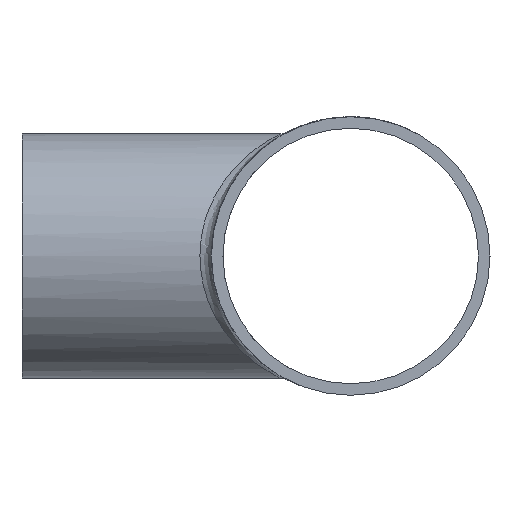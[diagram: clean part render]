
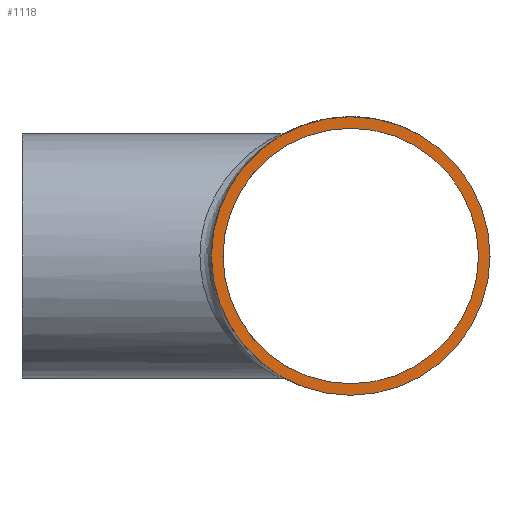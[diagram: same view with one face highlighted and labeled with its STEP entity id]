
A CAD part, left-side view. The second image highlights one B-rep face of the part: STEP entity #1118.
In plain terms, the highlighted planar face has unit normal (-1, 0, 0).
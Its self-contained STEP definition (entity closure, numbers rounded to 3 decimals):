
#538 = EDGE_LOOP ( 'NONE', ( #10917 ) ) ;
#1118 = ADVANCED_FACE ( 'NONE', ( #7175, #1464 ), #8635, .T. ) ;
#1464 = FACE_OUTER_BOUND ( 'NONE', #3823, .T. ) ;
#1547 = DIRECTION ( 'NONE',  ( -1., 0., 0. ) ) ;
#1657 = CARTESIAN_POINT ( 'NONE',  ( -57., 0., 0. ) ) ;
#1817 = DIRECTION ( 'NONE',  ( -1., 0., 0. ) ) ;
#1928 = DIRECTION ( 'NONE',  ( -1., 0., 0. ) ) ;
#2327 = VERTEX_POINT ( 'NONE', #14048 ) ;
#3823 = EDGE_LOOP ( 'NONE', ( #5865 ) ) ;
#3869 = CARTESIAN_POINT ( 'NONE',  ( -57., 0., 0. ) ) ;
#4068 = CIRCLE ( 'NONE', #12943, 22.15 ) ;
#4186 = AXIS2_PLACEMENT_3D ( 'NONE', #3869, #1817, #5278 ) ;
#5278 = DIRECTION ( 'NONE',  ( 0., 0., 1. ) ) ;
#5865 = ORIENTED_EDGE ( 'NONE', *, *, #9405, .T. ) ;
#6031 = CIRCLE ( 'NONE', #13043, 24.15 ) ;
#6552 = DIRECTION ( 'NONE',  ( 0., 0., 1. ) ) ;
#6834 = EDGE_CURVE ( 'NONE', #2327, #2327, #4068, .T. ) ;
#7175 = FACE_BOUND ( 'NONE', #538, .T. ) ;
#7975 = CARTESIAN_POINT ( 'NONE',  ( -57., 0., 24.15 ) ) ;
#8635 = PLANE ( 'NONE',  #4186 ) ;
#9405 = EDGE_CURVE ( 'NONE', #13196, #13196, #6031, .T. ) ;
#10917 = ORIENTED_EDGE ( 'NONE', *, *, #6834, .F. ) ;
#11259 = DIRECTION ( 'NONE',  ( 0., 0., 1. ) ) ;
#12943 = AXIS2_PLACEMENT_3D ( 'NONE', #1657, #1547, #11259 ) ;
#13043 = AXIS2_PLACEMENT_3D ( 'NONE', #14830, #1928, #6552 ) ;
#13196 = VERTEX_POINT ( 'NONE', #7975 ) ;
#14048 = CARTESIAN_POINT ( 'NONE',  ( -57., 0., 22.15 ) ) ;
#14830 = CARTESIAN_POINT ( 'NONE',  ( -57., 0., 0. ) ) ;
